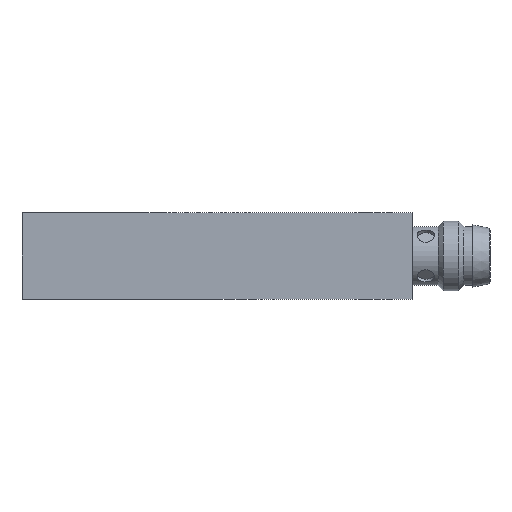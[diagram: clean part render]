
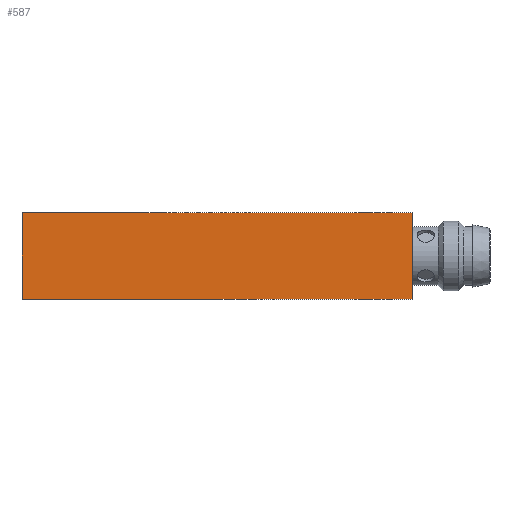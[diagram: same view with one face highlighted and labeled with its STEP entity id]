
A CAD part, front view. The second image highlights one B-rep face of the part: STEP entity #587.
In plain terms, the highlighted planar face has unit normal (0, -1, 0).
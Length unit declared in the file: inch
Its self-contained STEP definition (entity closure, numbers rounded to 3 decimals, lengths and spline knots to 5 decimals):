
#150 = CARTESIAN_POINT ( 'NONE',  ( 0., -0.23622, 0.19685 ) ) ;
#187 = ORIENTED_EDGE ( 'NONE', *, *, #1129, .T. ) ;
#277 = CARTESIAN_POINT ( 'NONE',  ( 0., -0.23622, 0.19685 ) ) ;
#284 = VECTOR ( 'NONE', #1135, 39.37008 ) ;
#293 = DIRECTION ( 'NONE',  ( 0., 0., 1. ) ) ;
#304 = DIRECTION ( 'NONE',  ( 1., 0., 0. ) ) ;
#324 = PLANE ( 'NONE',  #944 ) ;
#351 = ORIENTED_EDGE ( 'NONE', *, *, #1156, .F. ) ;
#534 = VECTOR ( 'NONE', #293, 39.37008 ) ;
#557 = VERTEX_POINT ( 'NONE', #979 ) ;
#587 = ADVANCED_FACE ( 'NONE', ( #1097 ), #324, .F. ) ;
#616 = DIRECTION ( 'NONE',  ( 0., 1., 0. ) ) ;
#832 = LINE ( 'NONE', #1578, #922 ) ;
#904 = VECTOR ( 'NONE', #1269, 39.37008 ) ;
#922 = VECTOR ( 'NONE', #304, 39.37008 ) ;
#944 = AXIS2_PLACEMENT_3D ( 'NONE', #1319, #616, #1609 ) ;
#964 = CARTESIAN_POINT ( 'NONE',  ( 1.77165, -0.23622, 0.19685 ) ) ;
#979 = CARTESIAN_POINT ( 'NONE',  ( 0., -0.23622, 0.19685 ) ) ;
#1073 = CARTESIAN_POINT ( 'NONE',  ( 1.77165, -0.23622, -0.19685 ) ) ;
#1097 = FACE_OUTER_BOUND ( 'NONE', #1632, .T. ) ;
#1129 = EDGE_CURVE ( 'NONE', #1424, #1642, #1360, .T. ) ;
#1135 = DIRECTION ( 'NONE',  ( 1., 0., 0. ) ) ;
#1156 = EDGE_CURVE ( 'NONE', #1287, #557, #1157, .T. ) ;
#1157 = LINE ( 'NONE', #150, #534 ) ;
#1159 = EDGE_CURVE ( 'NONE', #1287, #1424, #832, .T. ) ;
#1190 = CARTESIAN_POINT ( 'NONE',  ( 0., -0.23622, -0.19685 ) ) ;
#1204 = ORIENTED_EDGE ( 'NONE', *, *, #1159, .T. ) ;
#1224 = LINE ( 'NONE', #277, #284 ) ;
#1269 = DIRECTION ( 'NONE',  ( 0., 0., 1. ) ) ;
#1279 = CARTESIAN_POINT ( 'NONE',  ( 1.77165, -0.23622, 0.19685 ) ) ;
#1287 = VERTEX_POINT ( 'NONE', #1190 ) ;
#1319 = CARTESIAN_POINT ( 'NONE',  ( 0., -0.23622, 0.19685 ) ) ;
#1360 = LINE ( 'NONE', #1279, #904 ) ;
#1424 = VERTEX_POINT ( 'NONE', #1073 ) ;
#1578 = CARTESIAN_POINT ( 'NONE',  ( 0.57087, -0.23622, -0.19685 ) ) ;
#1609 = DIRECTION ( 'NONE',  ( 0., 0., 1. ) ) ;
#1632 = EDGE_LOOP ( 'NONE', ( #187, #1711, #351, #1204 ) ) ;
#1642 = VERTEX_POINT ( 'NONE', #964 ) ;
#1684 = EDGE_CURVE ( 'NONE', #557, #1642, #1224, .T. ) ;
#1711 = ORIENTED_EDGE ( 'NONE', *, *, #1684, .F. ) ;
